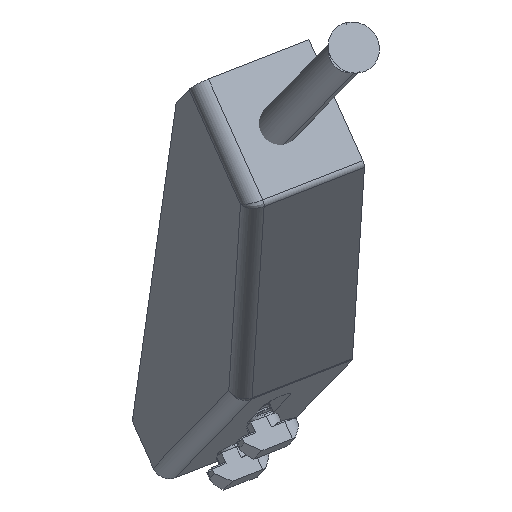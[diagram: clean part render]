
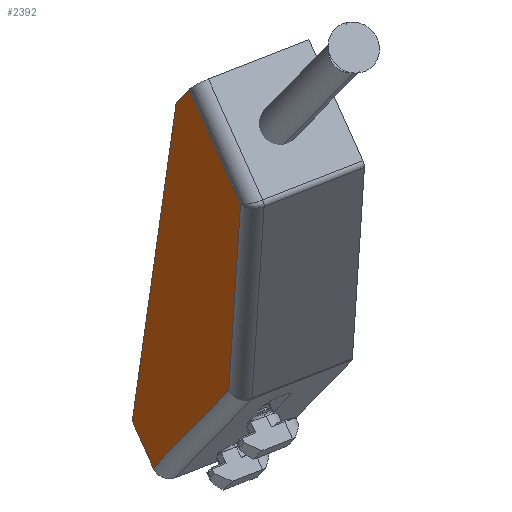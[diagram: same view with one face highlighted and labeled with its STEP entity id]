
A CAD part, front view. The second image highlights one B-rep face of the part: STEP entity #2392.
In plain terms, the highlighted face is planar.
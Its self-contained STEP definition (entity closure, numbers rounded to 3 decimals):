
#104 = EDGE_CURVE ( 'NONE', #5716, #6450, #311, .T. ) ;
#177 = AXIS2_PLACEMENT_3D ( 'NONE', #869, #870, #871 ) ;
#311 = CIRCLE ( 'NONE', #177, 2. ) ;
#505 = EDGE_CURVE ( 'NONE', #6450, #6439, #1031, .T. ) ;
#508 = EDGE_CURVE ( 'NONE', #6439, #6454, #1049, .T. ) ;
#516 = EDGE_CURVE ( 'NONE', #5716, #5719, #1085, .T. ) ;
#530 = EDGE_CURVE ( 'NONE', #6472, #6568, #1090, .T. ) ;
#531 = EDGE_CURVE ( 'NONE', #6568, #6454, #1052, .T. ) ;
#532 = EDGE_CURVE ( 'NONE', #5719, #6472, #3906, .T. ) ;
#869 = CARTESIAN_POINT ( 'NONE',  ( 0., 83.44, 54.401 ) ) ;
#870 = DIRECTION ( 'NONE',  ( 1., 0., 0. ) ) ;
#871 = DIRECTION ( 'NONE',  ( 0., 0., -1. ) ) ;
#1031 = LINE ( 'NONE', #1385, #1056 ) ;
#1038 = VECTOR ( 'NONE', #1403, 1000. ) ;
#1045 = VECTOR ( 'NONE', #1449, 1000. ) ;
#1049 = LINE ( 'NONE', #1389, #1100 ) ;
#1052 = LINE ( 'NONE', #1450, #3912 ) ;
#1056 = VECTOR ( 'NONE', #1386, 1000. ) ;
#1085 = LINE ( 'NONE', #1402, #1038 ) ;
#1090 = LINE ( 'NONE', #1448, #1045 ) ;
#1100 = VECTOR ( 'NONE', #1390, 1000. ) ;
#1385 = CARTESIAN_POINT ( 'NONE',  ( 0., 84.182, 56.258 ) ) ;
#1386 = DIRECTION ( 'NONE',  ( 0., -0.928, 0.371 ) ) ;
#1389 = CARTESIAN_POINT ( 'NONE',  ( 0., -64.56, 115.755 ) ) ;
#1390 = DIRECTION ( 'NONE',  ( 0., -1., 0. ) ) ;
#1402 = CARTESIAN_POINT ( 'NONE',  ( 0., 85.44, 43.755 ) ) ;
#1403 = DIRECTION ( 'NONE',  ( 0., 0., -1. ) ) ;
#1448 = CARTESIAN_POINT ( 'NONE',  ( 0., 60.617, 8.756 ) ) ;
#1449 = DIRECTION ( 'NONE',  ( 0., -0.894, 0.447 ) ) ;
#1450 = CARTESIAN_POINT ( 'NONE',  ( 0., -79.56, 54.401 ) ) ;
#1451 = DIRECTION ( 'NONE',  ( 0., 0., 1. ) ) ;
#1452 = CARTESIAN_POINT ( 'NONE',  ( 0., 83.44, 40.755 ) ) ;
#1453 = DIRECTION ( 'NONE',  ( 0., -1., 0. ) ) ;
#2172 = CARTESIAN_POINT ( 'NONE',  ( 0., 85.44, 54.401 ) ) ;
#2174 = CARTESIAN_POINT ( 'NONE',  ( 0., 85.44, 40.755 ) ) ;
#2295 = CARTESIAN_POINT ( 'NONE',  ( 0., -64.56, 115.755 ) ) ;
#2302 = CARTESIAN_POINT ( 'NONE',  ( 0., 84.182, 56.258 ) ) ;
#2304 = CARTESIAN_POINT ( 'NONE',  ( 0., -79.56, 115.755 ) ) ;
#2313 = CARTESIAN_POINT ( 'NONE',  ( 0., -3.38, 40.755 ) ) ;
#2392 = ADVANCED_FACE ( 'NONE', ( #4868 ), #5666, .F. ) ;
#3905 = VECTOR ( 'NONE', #1453, 1000. ) ;
#3906 = LINE ( 'NONE', #1452, #3905 ) ;
#3912 = VECTOR ( 'NONE', #1451, 1000. ) ;
#4868 = FACE_OUTER_BOUND ( 'NONE', #6016, .T. ) ;
#4935 = CARTESIAN_POINT ( 'NONE',  ( 0., -79.56, 78.845 ) ) ;
#5318 = AXIS2_PLACEMENT_3D ( 'NONE', #5657, #5668, #5669 ) ;
#5657 = CARTESIAN_POINT ( 'NONE',  ( 0., 83.44, 54.401 ) ) ;
#5666 = PLANE ( 'NONE',  #5318 ) ;
#5668 = DIRECTION ( 'NONE',  ( 1., 0., 0. ) ) ;
#5669 = DIRECTION ( 'NONE',  ( 0., 0., -1. ) ) ;
#5716 = VERTEX_POINT ( 'NONE', #2172 ) ;
#5719 = VERTEX_POINT ( 'NONE', #2174 ) ;
#5781 = ORIENTED_EDGE ( 'NONE', *, *, #508, .F. ) ;
#5782 = ORIENTED_EDGE ( 'NONE', *, *, #530, .T. ) ;
#5910 = ORIENTED_EDGE ( 'NONE', *, *, #531, .T. ) ;
#6016 = EDGE_LOOP ( 'NONE', ( #5782, #5910, #5781, #6239, #6204, #6164, #6218 ) ) ;
#6164 = ORIENTED_EDGE ( 'NONE', *, *, #516, .T. ) ;
#6204 = ORIENTED_EDGE ( 'NONE', *, *, #104, .F. ) ;
#6218 = ORIENTED_EDGE ( 'NONE', *, *, #532, .T. ) ;
#6239 = ORIENTED_EDGE ( 'NONE', *, *, #505, .F. ) ;
#6439 = VERTEX_POINT ( 'NONE', #2295 ) ;
#6450 = VERTEX_POINT ( 'NONE', #2302 ) ;
#6454 = VERTEX_POINT ( 'NONE', #2304 ) ;
#6472 = VERTEX_POINT ( 'NONE', #2313 ) ;
#6568 = VERTEX_POINT ( 'NONE', #4935 ) ;
